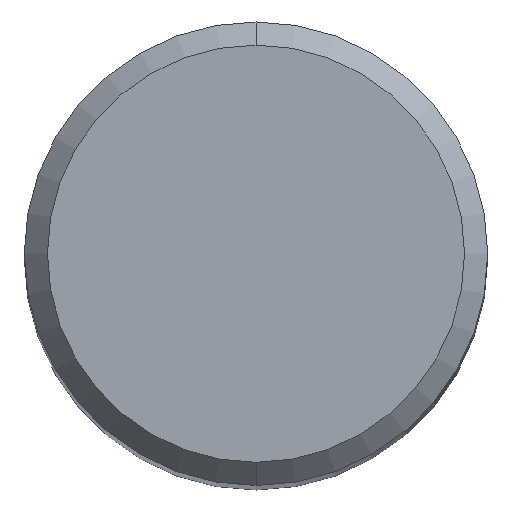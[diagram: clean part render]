
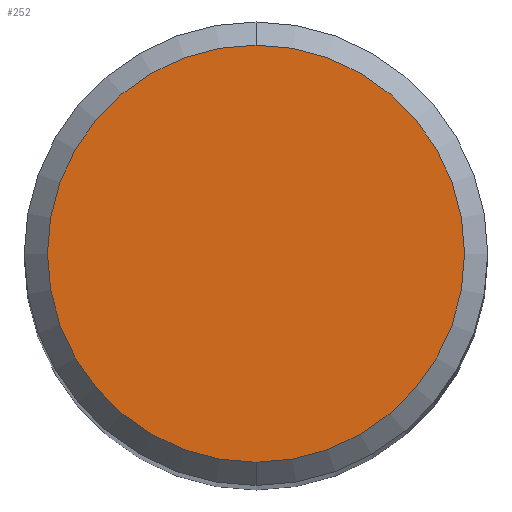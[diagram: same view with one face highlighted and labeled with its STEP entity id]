
A CAD part, top view. The second image highlights one B-rep face of the part: STEP entity #252.
In plain terms, the highlighted planar face has unit normal (0, 0, 1).
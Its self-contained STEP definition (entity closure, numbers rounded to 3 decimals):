
#208=VERTEX_POINT('',#513);
#226=EDGE_CURVE('',#374,#208,#532,.T.);
#252=ADVANCED_FACE('',(#562),#563,.T.);
#374=VERTEX_POINT('',#696);
#426=EDGE_CURVE('',#208,#374,#753,.T.);
#513=CARTESIAN_POINT('',(0.0,4.5,0.0));
#532=CIRCLE('',#912,4.5);
#562=FACE_OUTER_BOUND('',#975,.T.);
#563=PLANE('',#976);
#696=CARTESIAN_POINT('',(0.,-4.5,0.0));
#753=CIRCLE('',#1411,4.5);
#912=AXIS2_PLACEMENT_3D('',#1509,#1510,#1511);
#975=EDGE_LOOP('',(#1562,#1563));
#976=AXIS2_PLACEMENT_3D('',#1564,#1565,#1566);
#1411=AXIS2_PLACEMENT_3D('',#1759,#1760,#1761);
#1509=CARTESIAN_POINT('',(0.0,0.0,0.0));
#1510=DIRECTION('',(0.0,0.0,-1.0));
#1511=DIRECTION('',(0.0,1.0,0.0));
#1562=ORIENTED_EDGE('',*,*,#426,.F.);
#1563=ORIENTED_EDGE('',*,*,#226,.F.);
#1564=CARTESIAN_POINT('',(0.0,2.25,0.0));
#1565=DIRECTION('',(-0.0,0.0,1.0));
#1566=DIRECTION('',(0.0,-1.0,0.0));
#1759=CARTESIAN_POINT('',(0.0,0.0,0.0));
#1760=DIRECTION('',(0.0,0.0,-1.0));
#1761=DIRECTION('',(0.0,1.0,0.0));
